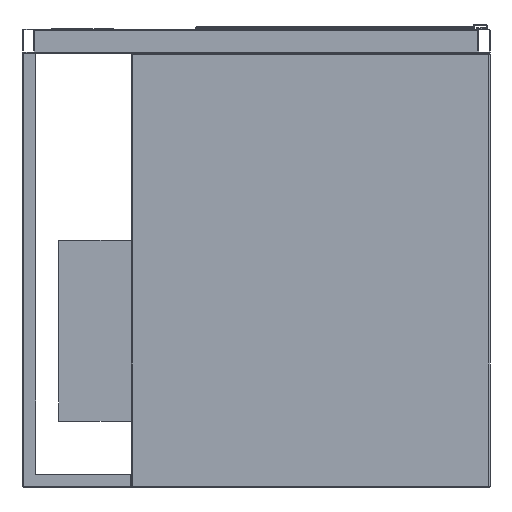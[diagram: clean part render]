
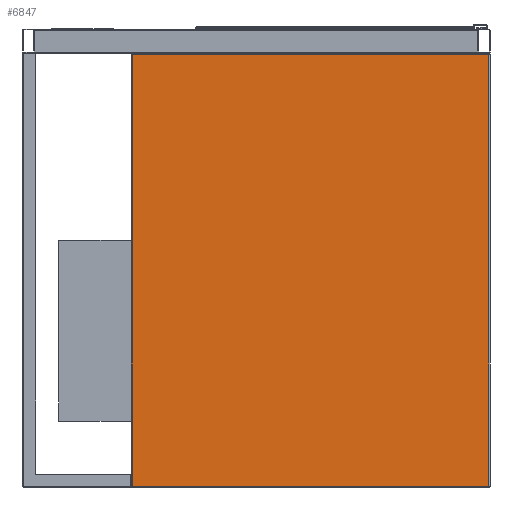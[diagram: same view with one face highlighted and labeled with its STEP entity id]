
A CAD part, front view. The second image highlights one B-rep face of the part: STEP entity #6847.
In plain terms, the highlighted planar face has unit normal (0, -1, 0).
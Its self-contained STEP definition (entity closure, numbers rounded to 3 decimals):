
#675 = ORIENTED_EDGE ( 'NONE', *, *, #6497, .T. ) ;
#1582 = DIRECTION ( 'NONE',  ( 1., 0., 0. ) ) ;
#1696 = CARTESIAN_POINT ( 'NONE',  ( -297.5, -230., -42. ) ) ;
#2111 = LINE ( 'NONE', #10397, #4310 ) ;
#2204 = DIRECTION ( 'NONE',  ( 0., 0., -1. ) ) ;
#2416 = EDGE_CURVE ( 'NONE', #14174, #15326, #2676, .T. ) ;
#2603 = DIRECTION ( 'NONE',  ( 0., 0., 1. ) ) ;
#2676 = LINE ( 'NONE', #7418, #8451 ) ;
#3371 = DIRECTION ( 'NONE',  ( 0., -1., 0. ) ) ;
#3720 = EDGE_LOOP ( 'NONE', ( #8353, #10965, #14043, #675 ) ) ;
#4310 = VECTOR ( 'NONE', #15136, 1000. ) ;
#4777 = LINE ( 'NONE', #10898, #6808 ) ;
#5105 = CARTESIAN_POINT ( 'NONE',  ( 295.5, -230., -42. ) ) ;
#6440 = DIRECTION ( 'NONE',  ( -1., 0., 0. ) ) ;
#6497 = EDGE_CURVE ( 'NONE', #15326, #10279, #4777, .T. ) ;
#6808 = VECTOR ( 'NONE', #2603, 1000. ) ;
#6847 = ADVANCED_FACE ( 'Fl�che8', ( #9269 ), #14000, .T. ) ;
#7005 = CARTESIAN_POINT ( 'NONE',  ( -295.5, -230., -42. ) ) ;
#7015 = CARTESIAN_POINT ( 'NONE',  ( -297.5, -230., -760. ) ) ;
#7242 = EDGE_CURVE ( 'NONE', #14024, #14174, #2111, .T. ) ;
#7418 = CARTESIAN_POINT ( 'NONE',  ( -297.5, -230., -758. ) ) ;
#8353 = ORIENTED_EDGE ( 'NONE', *, *, #13158, .T. ) ;
#8451 = VECTOR ( 'NONE', #1582, 1000. ) ;
#9269 = FACE_OUTER_BOUND ( 'NONE', #3720, .T. ) ;
#9409 = CARTESIAN_POINT ( 'NONE',  ( 295.5, -230., -758. ) ) ;
#10279 = VERTEX_POINT ( 'NONE', #5105 ) ;
#10397 = CARTESIAN_POINT ( 'NONE',  ( -295.5, -230., -760. ) ) ;
#10898 = CARTESIAN_POINT ( 'NONE',  ( 295.5, -230., -760. ) ) ;
#10965 = ORIENTED_EDGE ( 'NONE', *, *, #7242, .T. ) ;
#11685 = VECTOR ( 'NONE', #6440, 1000. ) ;
#11963 = CARTESIAN_POINT ( 'NONE',  ( -295.5, -230., -758. ) ) ;
#13158 = EDGE_CURVE ( 'NONE', #10279, #14024, #13510, .T. ) ;
#13510 = LINE ( 'NONE', #1696, #11685 ) ;
#14000 = PLANE ( 'NONE',  #14953 ) ;
#14024 = VERTEX_POINT ( 'NONE', #7005 ) ;
#14043 = ORIENTED_EDGE ( 'NONE', *, *, #2416, .T. ) ;
#14174 = VERTEX_POINT ( 'NONE', #11963 ) ;
#14953 = AXIS2_PLACEMENT_3D ( 'NONE', #7015, #3371, #2204 ) ;
#15136 = DIRECTION ( 'NONE',  ( 0., 0., -1. ) ) ;
#15326 = VERTEX_POINT ( 'NONE', #9409 ) ;
